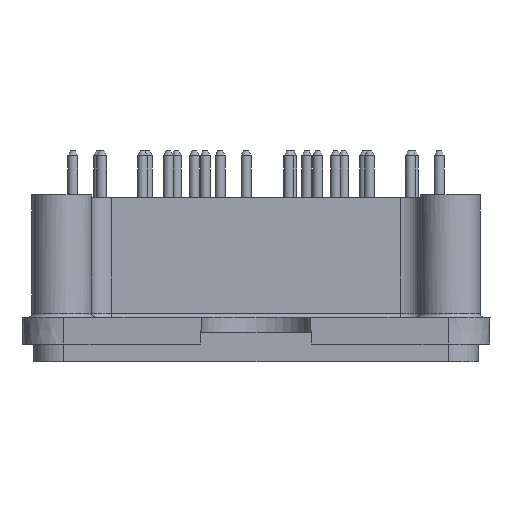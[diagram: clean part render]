
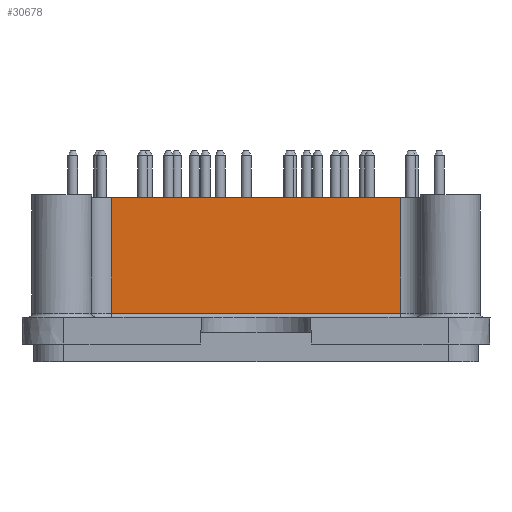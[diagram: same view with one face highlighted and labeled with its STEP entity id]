
A CAD part, left-side view. The second image highlights one B-rep face of the part: STEP entity #30678.
In plain terms, the highlighted planar face has unit normal (-1, 0, 0).
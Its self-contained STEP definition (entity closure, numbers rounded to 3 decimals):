
#3455=ORIENTED_EDGE('',*,*,#9238,.F.);
#3456=ORIENTED_EDGE('',*,*,#9228,.T.);
#3457=ORIENTED_EDGE('',*,*,#9239,.T.);
#3458=ORIENTED_EDGE('',*,*,#9240,.F.);
#9228=EDGE_CURVE('',#12120,#12119,#13990,.T.);
#9238=EDGE_CURVE('',#12120,#12125,#13994,.T.);
#9239=EDGE_CURVE('',#12119,#12126,#13995,.T.);
#9240=EDGE_CURVE('',#12125,#12126,#13996,.T.);
#12119=VERTEX_POINT('',#40626);
#12120=VERTEX_POINT('',#40628);
#12125=VERTEX_POINT('',#40649);
#12126=VERTEX_POINT('',#40651);
#13990=LINE('',#40627,#15018);
#13994=LINE('',#40648,#15022);
#13995=LINE('',#40650,#15023);
#13996=LINE('',#40652,#15024);
#15018=VECTOR('',#34682,1000.);
#15022=VECTOR('',#34710,1000.);
#15023=VECTOR('',#34711,1000.);
#15024=VECTOR('',#34712,1000.);
#15852=EDGE_LOOP('',(#3455,#3456,#3457,#3458));
#17800=FACE_BOUND('',#15852,.T.);
#19705=PLANE('',#32240);
#30678=ADVANCED_FACE('',(#17800),#19705,.F.);
#32240=AXIS2_PLACEMENT_3D('',#40647,#34708,#34709);
#34682=DIRECTION('',(0.,1.,0.));
#34708=DIRECTION('',(1.,0.,0.));
#34709=DIRECTION('',(0.,-1.,0.));
#34710=DIRECTION('',(0.,0.,-1.));
#34711=DIRECTION('',(0.,0.,-1.));
#34712=DIRECTION('',(0.,1.,0.));
#40626=CARTESIAN_POINT('',(-39.5,14.525,13.2));
#40627=CARTESIAN_POINT('',(-39.5,-22.5,13.2));
#40628=CARTESIAN_POINT('',(-39.5,-14.525,13.2));
#40647=CARTESIAN_POINT('',(-39.5,-22.5,61.33));
#40648=CARTESIAN_POINT('',(-39.5,-14.525,61.33));
#40649=CARTESIAN_POINT('',(-39.5,-14.525,1.6));
#40650=CARTESIAN_POINT('',(-39.5,14.525,61.33));
#40651=CARTESIAN_POINT('',(-39.5,14.525,1.6));
#40652=CARTESIAN_POINT('',(-39.5,-22.5,1.6));
